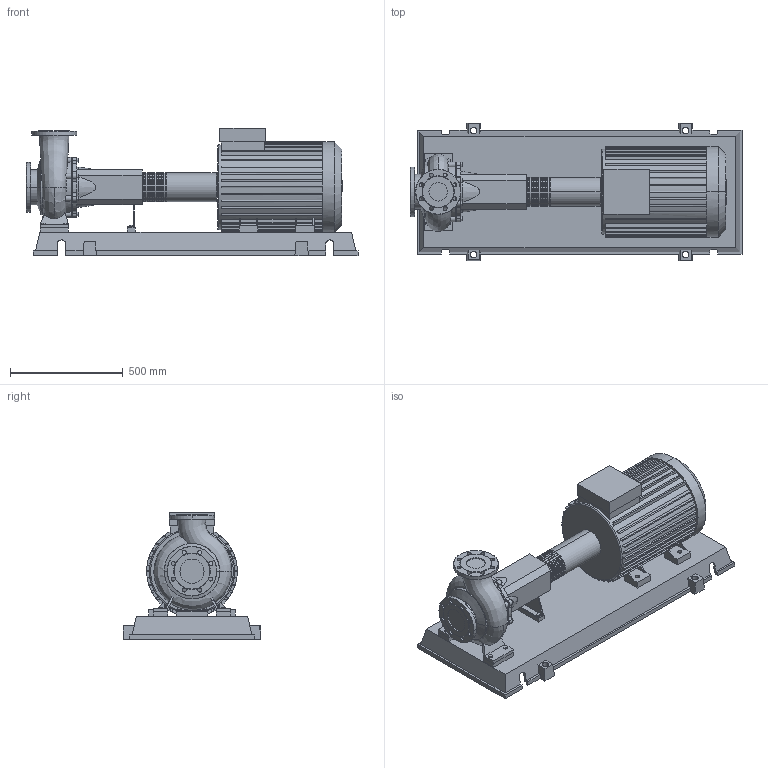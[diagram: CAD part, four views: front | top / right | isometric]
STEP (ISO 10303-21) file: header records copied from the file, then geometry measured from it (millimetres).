
FILE_DESCRIPTION((''),'2;1');
FILE_NAME('3d_NL80_200-30-2-12-4109259.stp','2015-03-03T07:19:59',(''),(''),'Mechanical Desktop 2009','Mechanical Desktop 2009',', , ');
FILE_SCHEMA(('CONFIG_CONTROL_DESIGN'));
Length unit declared in the file: millimetre
Products named in the file (1): Product
Bounding box: 1472.5 x 610 x 564 mm (x, y, z)
Volume: 105338511 mm3; surface area: 4859256.5 mm2
Topology: 14 solids, 14 shells, 892 faces, 2368 edges, 1557 vertices
Faces by surface type: plane 463, cylinder 250, bspline 151, cone 14, torus 14
Entity records: 31715 total; most frequent: CARTESIAN_POINT 9257, ORIENTED_EDGE 4738, DIRECTION 4551, EDGE_CURVE 2369, VERTEX_POINT 1555, AXIS2_PLACEMENT_3D 1545, VECTOR 1461, LINE 1461
